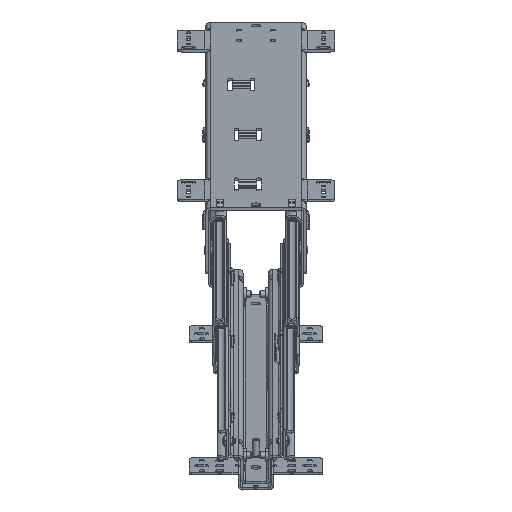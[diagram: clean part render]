
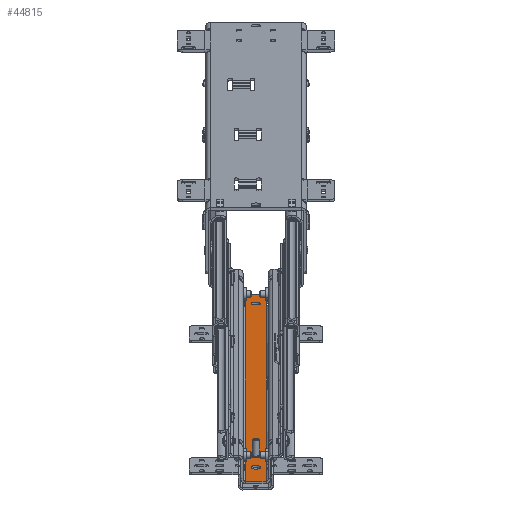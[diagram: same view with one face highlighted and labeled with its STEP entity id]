
A CAD part, front view. The second image highlights one B-rep face of the part: STEP entity #44815.
In plain terms, the highlighted face is planar.
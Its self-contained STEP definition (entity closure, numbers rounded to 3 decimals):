
#2095=FACE_BOUND('',#8796,.T.);
#2096=FACE_BOUND('',#8797,.T.);
#2097=FACE_BOUND('',#8798,.T.);
#3778=CIRCLE('',#48767,4.375);
#3836=CIRCLE('',#48878,4.);
#3840=CIRCLE('',#48884,4.);
#3842=CIRCLE('',#48888,4.);
#6102=FACE_OUTER_BOUND('',#8795,.T.);
#8795=EDGE_LOOP('',(#40228,#40229,#40230,#40231));
#8796=EDGE_LOOP('',(#40232));
#8797=EDGE_LOOP('',(#40233));
#8798=EDGE_LOOP('',(#40234,#40235,#40236,#40237));
#13181=LINE('',#74922,#17529);
#13185=LINE('',#74932,#17533);
#13211=LINE('',#75002,#17559);
#13220=LINE('',#75024,#17568);
#13222=LINE('',#75030,#17570);
#13226=LINE('',#75043,#17574);
#17529=VECTOR('',#61013,3.);
#17533=VECTOR('',#61025,3.);
#17559=VECTOR('',#61101,580.);
#17568=VECTOR('',#61126,18.5);
#17570=VECTOR('',#61134,580.);
#17574=VECTOR('',#61150,18.5);
#21661=VERTEX_POINT('',#74589);
#21767=VERTEX_POINT('',#74902);
#21772=VERTEX_POINT('',#74913);
#21773=VERTEX_POINT('',#74915);
#21775=VERTEX_POINT('',#74921);
#21777=VERTEX_POINT('',#74927);
#21795=VERTEX_POINT('',#74999);
#21796=VERTEX_POINT('',#75001);
#21801=VERTEX_POINT('',#75023);
#21802=VERTEX_POINT('',#75029);
#27817=EDGE_CURVE('',#21661,#21661,#3778,.T.);
#27971=EDGE_CURVE('',#21767,#21767,#3836,.T.);
#27976=EDGE_CURVE('',#21773,#21772,#3840,.T.);
#27979=EDGE_CURVE('',#21775,#21773,#13181,.T.);
#27982=EDGE_CURVE('',#21777,#21775,#3842,.T.);
#27985=EDGE_CURVE('',#21772,#21777,#13185,.T.);
#28020=EDGE_CURVE('',#21795,#21796,#13211,.T.);
#28031=EDGE_CURVE('',#21801,#21796,#13220,.T.);
#28034=EDGE_CURVE('',#21802,#21801,#13222,.T.);
#28041=EDGE_CURVE('',#21802,#21795,#13226,.T.);
#40228=ORIENTED_EDGE('',*,*,#28020,.F.);
#40229=ORIENTED_EDGE('',*,*,#28041,.F.);
#40230=ORIENTED_EDGE('',*,*,#28034,.T.);
#40231=ORIENTED_EDGE('',*,*,#28031,.T.);
#40232=ORIENTED_EDGE('',*,*,#27817,.T.);
#40233=ORIENTED_EDGE('',*,*,#27971,.T.);
#40234=ORIENTED_EDGE('',*,*,#27976,.T.);
#40235=ORIENTED_EDGE('',*,*,#27985,.T.);
#40236=ORIENTED_EDGE('',*,*,#27982,.T.);
#40237=ORIENTED_EDGE('',*,*,#27979,.T.);
#42667=PLANE('',#48933);
#44815=ADVANCED_FACE('',(#6102,#2095,#2096,#2097),#42667,.T.);
#48767=AXIS2_PLACEMENT_3D('',#74590,#60676,#60677);
#48878=AXIS2_PLACEMENT_3D('',#74903,#60994,#60995);
#48884=AXIS2_PLACEMENT_3D('',#74916,#61007,#61008);
#48888=AXIS2_PLACEMENT_3D('',#74928,#61019,#61020);
#48933=AXIS2_PLACEMENT_3D('',#75052,#61157,#61158);
#60676=DIRECTION('center_axis',(0.,1.,0.));
#60677=DIRECTION('ref_axis',(1.,0.,0.));
#60994=DIRECTION('center_axis',(0.,1.,0.));
#60995=DIRECTION('ref_axis',(1.,0.,0.));
#61007=DIRECTION('center_axis',(0.,1.,0.));
#61008=DIRECTION('ref_axis',(-1.,0.,0.));
#61013=DIRECTION('',(0.,0.,-1.));
#61019=DIRECTION('center_axis',(0.,1.,0.));
#61020=DIRECTION('ref_axis',(1.,0.,0.));
#61025=DIRECTION('',(0.,0.,1.));
#61101=DIRECTION('',(0.,0.,-1.));
#61126=DIRECTION('',(1.,0.,0.));
#61134=DIRECTION('',(0.,0.,-1.));
#61150=DIRECTION('',(1.,0.,0.));
#61157=DIRECTION('center_axis',(0.,-1.,0.));
#61158=DIRECTION('ref_axis',(1.,0.,0.));
#74589=CARTESIAN_POINT('',(19.625,49.,209.));
#74590=CARTESIAN_POINT('Origin',(24.,49.,209.));
#74902=CARTESIAN_POINT('',(28.,49.,-263.));
#74903=CARTESIAN_POINT('Origin',(24.,49.,-263.));
#74913=CARTESIAN_POINT('',(20.,49.,245.5));
#74915=CARTESIAN_POINT('',(28.,49.,245.5));
#74916=CARTESIAN_POINT('Origin',(24.,49.,245.5));
#74921=CARTESIAN_POINT('',(28.,49.,248.5));
#74922=CARTESIAN_POINT('',(28.,49.,122.75));
#74927=CARTESIAN_POINT('',(20.,49.,248.5));
#74928=CARTESIAN_POINT('Origin',(24.,49.,248.5));
#74932=CARTESIAN_POINT('',(20.,49.,124.25));
#74999=CARTESIAN_POINT('',(33.25,49.,290.));
#75001=CARTESIAN_POINT('',(33.25,49.,-290.));
#75002=CARTESIAN_POINT('',(33.25,49.,0.));
#75023=CARTESIAN_POINT('',(14.75,49.,-290.));
#75024=CARTESIAN_POINT('',(-44.996,49.,-290.));
#75029=CARTESIAN_POINT('',(14.75,49.,290.));
#75030=CARTESIAN_POINT('',(14.75,49.,0.));
#75043=CARTESIAN_POINT('',(-44.996,49.,290.));
#75052=CARTESIAN_POINT('Origin',(24.,49.,0.));
